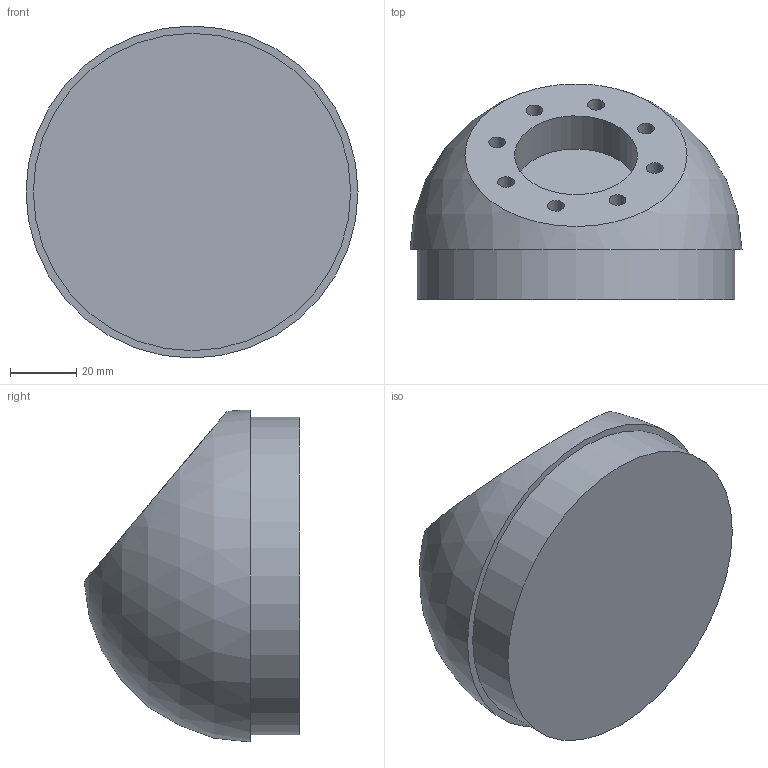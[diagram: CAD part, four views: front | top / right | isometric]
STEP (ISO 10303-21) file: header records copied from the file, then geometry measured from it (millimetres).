
FILE_DESCRIPTION(/* description */ (''),/* implementation_level */ '2;1');
FILE_NAME(/* name */ '09_CalotteTronquée v4.step',/* time_stamp */ '2020-09-25T13:32:29+02:00',/* author */ (''),/* organization */ (''),/* preprocessor_version */ 'ST-DEVELOPER v18.1',/* originating_system */ 'Autodesk Translation Framework v9.3.0.1241',/* authorisation */ '');
FILE_SCHEMA (('AUTOMOTIVE_DESIGN { 1 0 10303 214 3 1 1 }'));
Length unit declared in the file: millimetre
Products named in the file (1): Reacteur-25/09_CalotteTronquée
Bounding box: 100 x 64.97 x 100 mm (x, y, z)
Volume: 329684.7 mm3; surface area: 30695.7 mm2
Topology: 1 solids, 1 shells, 23 faces, 33 edges, 22 vertices
Faces by surface type: plane 12, cylinder 10, sphere 1
Full cylindrical faces by diameter (mm): 5.035 x8, 37 x1, 95.6 x1
Entity records: 550 total; most frequent: DIRECTION 104, CARTESIAN_POINT 79, ORIENTED_EDGE 66, AXIS2_PLACEMENT_3D 47, EDGE_LOOP 33, EDGE_CURVE 33, FACE_OUTER_BOUND 23, CIRCLE 23
